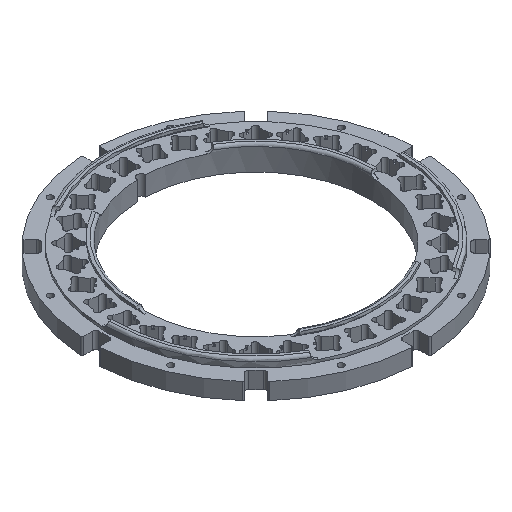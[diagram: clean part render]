
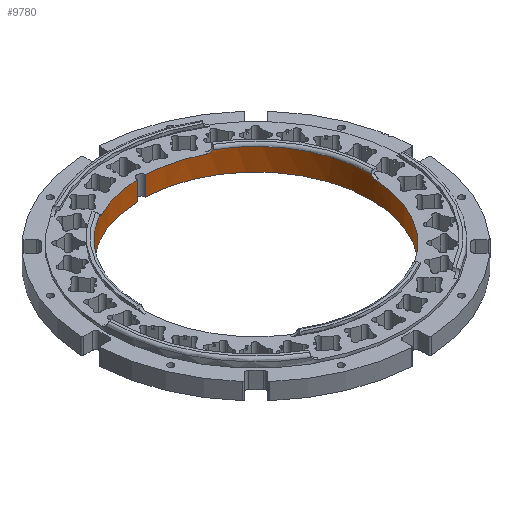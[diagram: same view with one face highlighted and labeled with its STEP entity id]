
A CAD part, isometric view. The second image highlights one B-rep face of the part: STEP entity #9780.
In plain terms, the highlighted cylindrical face has radius 83 mm (diameter 166 mm), a partial arc.
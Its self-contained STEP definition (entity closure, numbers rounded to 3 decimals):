
#33=B_SPLINE_CURVE_WITH_KNOTS('',3,(#14612,#14613,#14614,#14615,#14616,
#14617,#14618,#14619),.UNSPECIFIED.,.F.,.F.,(4,2,2,4),(1.406,
1.508,1.658,1.809),.UNSPECIFIED.);
#37=B_SPLINE_CURVE_WITH_KNOTS('',3,(#14654,#14655,#14656,#14657,#14658,
#14659,#14660,#14661),.UNSPECIFIED.,.F.,.F.,(4,2,2,4),(0.603,
0.754,0.905,1.006),.UNSPECIFIED.);
#53=B_SPLINE_CURVE_WITH_KNOTS('',3,(#14832,#14833,#14834,#14835,#14836,
#14837,#14838,#14839),.UNSPECIFIED.,.F.,.F.,(4,2,2,4),(1.406,
1.508,1.658,1.809),.UNSPECIFIED.);
#57=B_SPLINE_CURVE_WITH_KNOTS('',3,(#14874,#14875,#14876,#14877,#14878,
#14879,#14880,#14881),.UNSPECIFIED.,.F.,.F.,(4,2,2,4),(0.603,
0.754,0.905,1.006),.UNSPECIFIED.);
#73=B_SPLINE_CURVE_WITH_KNOTS('',3,(#15102,#15103,#15104,#15105,#15106,
#15107,#15108,#15109),.UNSPECIFIED.,.F.,.F.,(4,2,2,4),(1.406,
1.508,1.658,1.809),.UNSPECIFIED.);
#77=B_SPLINE_CURVE_WITH_KNOTS('',3,(#15144,#15145,#15146,#15147,#15148,
#15149,#15150,#15151),.UNSPECIFIED.,.F.,.F.,(4,2,2,4),(0.603,
0.754,0.905,1.006),.UNSPECIFIED.);
#885=FACE_OUTER_BOUND('',#1505,.T.);
#1505=EDGE_LOOP('',(#8715,#8716,#8717,#8718,#8719,#8720,#8721,#8722,#8723,
#8724,#8725,#8726,#8727,#8728,#8729,#8730));
#1579=LINE('',#13879,#2414);
#1580=LINE('',#13882,#2415);
#2414=VECTOR('',#10930,10.);
#2415=VECTOR('',#10933,10.);
#3257=CIRCLE('',#9878,83.);
#3259=CIRCLE('',#9880,83.);
#3261=CIRCLE('',#9882,83.);
#3263=CIRCLE('',#9884,83.);
#3429=CIRCLE('',#10063,83.);
#3441=CIRCLE('',#10087,83.);
#3454=CIRCLE('',#10116,83.);
#3507=CIRCLE('',#10179,83.);
#3791=VERTEX_POINT('',#13875);
#3792=VERTEX_POINT('',#13876);
#3793=VERTEX_POINT('',#13878);
#3794=VERTEX_POINT('',#13880);
#3807=VERTEX_POINT('',#13908);
#3810=VERTEX_POINT('',#13914);
#3811=VERTEX_POINT('',#13916);
#3814=VERTEX_POINT('',#13922);
#3815=VERTEX_POINT('',#13924);
#3818=VERTEX_POINT('',#13930);
#4144=VERTEX_POINT('',#14599);
#4148=VERTEX_POINT('',#14653);
#4168=VERTEX_POINT('',#14819);
#4172=VERTEX_POINT('',#14873);
#4193=VERTEX_POINT('',#15089);
#4197=VERTEX_POINT('',#15143);
#4750=EDGE_CURVE('',#3793,#3791,#1579,.T.);
#4752=EDGE_CURVE('',#3792,#3794,#1580,.T.);
#4765=EDGE_CURVE('',#3807,#3793,#3257,.T.);
#4769=EDGE_CURVE('',#3811,#3810,#3259,.T.);
#4773=EDGE_CURVE('',#3815,#3814,#3261,.T.);
#4777=EDGE_CURVE('',#3794,#3818,#3263,.T.);
#5103=EDGE_CURVE('',#3818,#4144,#33,.F.);
#5108=EDGE_CURVE('',#3815,#4148,#37,.T.);
#5131=EDGE_CURVE('',#3810,#4168,#53,.F.);
#5136=EDGE_CURVE('',#3807,#4172,#57,.T.);
#5159=EDGE_CURVE('',#4144,#4148,#3429,.T.);
#5171=EDGE_CURVE('',#4168,#4172,#3441,.T.);
#5184=EDGE_CURVE('',#3814,#4193,#73,.F.);
#5189=EDGE_CURVE('',#3811,#4197,#77,.T.);
#5212=EDGE_CURVE('',#4193,#4197,#3454,.T.);
#5293=EDGE_CURVE('',#3792,#3791,#3507,.T.);
#8715=ORIENTED_EDGE('',*,*,#4752,.T.);
#8716=ORIENTED_EDGE('',*,*,#4777,.T.);
#8717=ORIENTED_EDGE('',*,*,#5103,.T.);
#8718=ORIENTED_EDGE('',*,*,#5159,.T.);
#8719=ORIENTED_EDGE('',*,*,#5108,.F.);
#8720=ORIENTED_EDGE('',*,*,#4773,.T.);
#8721=ORIENTED_EDGE('',*,*,#5184,.T.);
#8722=ORIENTED_EDGE('',*,*,#5212,.T.);
#8723=ORIENTED_EDGE('',*,*,#5189,.F.);
#8724=ORIENTED_EDGE('',*,*,#4769,.T.);
#8725=ORIENTED_EDGE('',*,*,#5131,.T.);
#8726=ORIENTED_EDGE('',*,*,#5171,.T.);
#8727=ORIENTED_EDGE('',*,*,#5136,.F.);
#8728=ORIENTED_EDGE('',*,*,#4765,.T.);
#8729=ORIENTED_EDGE('',*,*,#4750,.T.);
#8730=ORIENTED_EDGE('',*,*,#5293,.F.);
#9291=CYLINDRICAL_SURFACE('',#10820,83.);
#9780=ADVANCED_FACE('',(#885),#9291,.F.);
#9878=AXIS2_PLACEMENT_3D('',#13909,#10954,#10955);
#9880=AXIS2_PLACEMENT_3D('',#13917,#10960,#10961);
#9882=AXIS2_PLACEMENT_3D('',#13925,#10966,#10967);
#9884=AXIS2_PLACEMENT_3D('',#13932,#10972,#10973);
#10063=AXIS2_PLACEMENT_3D('',#15023,#11506,#11507);
#10087=AXIS2_PLACEMENT_3D('',#15047,#11554,#11555);
#10116=AXIS2_PLACEMENT_3D('',#15293,#11620,#11621);
#10179=AXIS2_PLACEMENT_3D('',#15456,#11774,#11775);
#10820=AXIS2_PLACEMENT_3D('',#17023,#13579,#13580);
#10930=DIRECTION('',(0.,0.,-1.));
#10933=DIRECTION('',(0.,0.,1.));
#10954=DIRECTION('center_axis',(0.,0.,1.));
#10955=DIRECTION('ref_axis',(1.,0.,0.));
#10960=DIRECTION('center_axis',(0.,0.,1.));
#10961=DIRECTION('ref_axis',(1.,0.,0.));
#10966=DIRECTION('center_axis',(0.,0.,1.));
#10967=DIRECTION('ref_axis',(1.,0.,0.));
#10972=DIRECTION('center_axis',(0.,0.,1.));
#10973=DIRECTION('ref_axis',(1.,0.,0.));
#11506=DIRECTION('center_axis',(0.,0.,1.));
#11507=DIRECTION('ref_axis',(-0.5,0.866,0.));
#11554=DIRECTION('center_axis',(0.,0.,1.));
#11555=DIRECTION('ref_axis',(1.,0.,0.));
#11620=DIRECTION('center_axis',(0.,0.,1.));
#11621=DIRECTION('ref_axis',(-0.5,-0.866,0.));
#11774=DIRECTION('center_axis',(0.,0.,1.));
#11775=DIRECTION('ref_axis',(1.,0.,0.));
#13579=DIRECTION('center_axis',(0.,0.,1.));
#13580=DIRECTION('ref_axis',(0.,-1.,0.));
#13875=CARTESIAN_POINT('',(3.,82.946,-2.));
#13876=CARTESIAN_POINT('',(-3.,82.946,-2.));
#13878=CARTESIAN_POINT('',(3.,82.946,12.));
#13879=CARTESIAN_POINT('',(3.,82.946,12.));
#13880=CARTESIAN_POINT('',(-3.,82.946,12.));
#13882=CARTESIAN_POINT('',(-3.,82.946,12.));
#13908=CARTESIAN_POINT('',(37.988,73.797,12.));
#13909=CARTESIAN_POINT('Origin',(0.,0.,12.));
#13914=CARTESIAN_POINT('',(82.904,-4.,12.));
#13916=CARTESIAN_POINT('',(44.916,-69.797,12.));
#13917=CARTESIAN_POINT('Origin',(0.,0.,12.));
#13922=CARTESIAN_POINT('',(-44.916,-69.797,12.));
#13924=CARTESIAN_POINT('',(-82.904,-4.,12.));
#13925=CARTESIAN_POINT('Origin',(0.,0.,12.));
#13930=CARTESIAN_POINT('',(-37.988,73.797,12.));
#13932=CARTESIAN_POINT('Origin',(0.,0.,12.));
#14599=CARTESIAN_POINT('',(-41.035,72.147,14.));
#14612=CARTESIAN_POINT('Ctrl Pts',(-41.035,72.147,14.));
#14613=CARTESIAN_POINT('Ctrl Pts',(-40.88,72.235,13.691));
#14614=CARTESIAN_POINT('Ctrl Pts',(-40.69,72.342,13.41));
#14615=CARTESIAN_POINT('Ctrl Pts',(-40.171,72.632,12.816));
#14616=CARTESIAN_POINT('Ctrl Pts',(-39.777,72.849,12.508));
#14617=CARTESIAN_POINT('Ctrl Pts',(-38.909,73.317,12.1));
#14618=CARTESIAN_POINT('Ctrl Pts',(-38.434,73.567,12.));
#14619=CARTESIAN_POINT('Ctrl Pts',(-37.988,73.797,12.));
#14653=CARTESIAN_POINT('',(-82.998,-0.536,14.));
#14654=CARTESIAN_POINT('Ctrl Pts',(-82.904,-4.,
12.));
#14655=CARTESIAN_POINT('Ctrl Pts',(-82.928,-3.498,
12.));
#14656=CARTESIAN_POINT('Ctrl Pts',(-82.949,-2.962,
12.1));
#14657=CARTESIAN_POINT('Ctrl Pts',(-82.978,-1.977,
12.508));
#14658=CARTESIAN_POINT('Ctrl Pts',(-82.987,-1.527,12.816));
#14659=CARTESIAN_POINT('Ctrl Pts',(-82.995,-0.933,
13.41));
#14660=CARTESIAN_POINT('Ctrl Pts',(-82.997,-0.714,
13.691));
#14661=CARTESIAN_POINT('Ctrl Pts',(-82.998,-0.536,
14.));
#14819=CARTESIAN_POINT('',(82.998,-0.536,14.));
#14832=CARTESIAN_POINT('Ctrl Pts',(82.998,-0.536,
14.));
#14833=CARTESIAN_POINT('Ctrl Pts',(82.997,-0.714,
13.691));
#14834=CARTESIAN_POINT('Ctrl Pts',(82.995,-0.933,
13.41));
#14835=CARTESIAN_POINT('Ctrl Pts',(82.987,-1.527,12.816));
#14836=CARTESIAN_POINT('Ctrl Pts',(82.978,-1.977,12.508));
#14837=CARTESIAN_POINT('Ctrl Pts',(82.949,-2.962,12.1));
#14838=CARTESIAN_POINT('Ctrl Pts',(82.928,-3.498,12.));
#14839=CARTESIAN_POINT('Ctrl Pts',(82.904,-4.,12.));
#14873=CARTESIAN_POINT('',(41.035,72.147,14.));
#14874=CARTESIAN_POINT('Ctrl Pts',(37.988,73.797,12.));
#14875=CARTESIAN_POINT('Ctrl Pts',(38.434,73.567,12.));
#14876=CARTESIAN_POINT('Ctrl Pts',(38.909,73.317,12.1));
#14877=CARTESIAN_POINT('Ctrl Pts',(39.777,72.849,12.508));
#14878=CARTESIAN_POINT('Ctrl Pts',(40.171,72.632,12.816));
#14879=CARTESIAN_POINT('Ctrl Pts',(40.69,72.342,13.41));
#14880=CARTESIAN_POINT('Ctrl Pts',(40.88,72.235,13.691));
#14881=CARTESIAN_POINT('Ctrl Pts',(41.035,72.147,14.));
#15023=CARTESIAN_POINT('Origin',(0.,0.,
14.));
#15047=CARTESIAN_POINT('Origin',(0.,0.,
14.));
#15089=CARTESIAN_POINT('',(-41.963,-71.611,14.));
#15102=CARTESIAN_POINT('Ctrl Pts',(-41.963,-71.611,
14.));
#15103=CARTESIAN_POINT('Ctrl Pts',(-42.117,-71.52,
13.691));
#15104=CARTESIAN_POINT('Ctrl Pts',(-42.305,-71.409,
13.41));
#15105=CARTESIAN_POINT('Ctrl Pts',(-42.816,-71.105,
12.816));
#15106=CARTESIAN_POINT('Ctrl Pts',(-43.201,-70.873,12.508));
#15107=CARTESIAN_POINT('Ctrl Pts',(-44.04,-70.354,
12.1));
#15108=CARTESIAN_POINT('Ctrl Pts',(-44.493,-70.069,
12.));
#15109=CARTESIAN_POINT('Ctrl Pts',(-44.916,-69.797,
12.));
#15143=CARTESIAN_POINT('',(41.963,-71.611,14.));
#15144=CARTESIAN_POINT('Ctrl Pts',(44.916,-69.797,12.));
#15145=CARTESIAN_POINT('Ctrl Pts',(44.493,-70.069,12.));
#15146=CARTESIAN_POINT('Ctrl Pts',(44.04,-70.354,12.1));
#15147=CARTESIAN_POINT('Ctrl Pts',(43.201,-70.873,12.508));
#15148=CARTESIAN_POINT('Ctrl Pts',(42.816,-71.105,12.816));
#15149=CARTESIAN_POINT('Ctrl Pts',(42.305,-71.409,13.41));
#15150=CARTESIAN_POINT('Ctrl Pts',(42.117,-71.52,13.691));
#15151=CARTESIAN_POINT('Ctrl Pts',(41.963,-71.611,14.));
#15293=CARTESIAN_POINT('Origin',(0.,0.,
14.));
#15456=CARTESIAN_POINT('Origin',(0.,0.,-2.));
#17023=CARTESIAN_POINT('Origin',(0.,0.,-2.));
